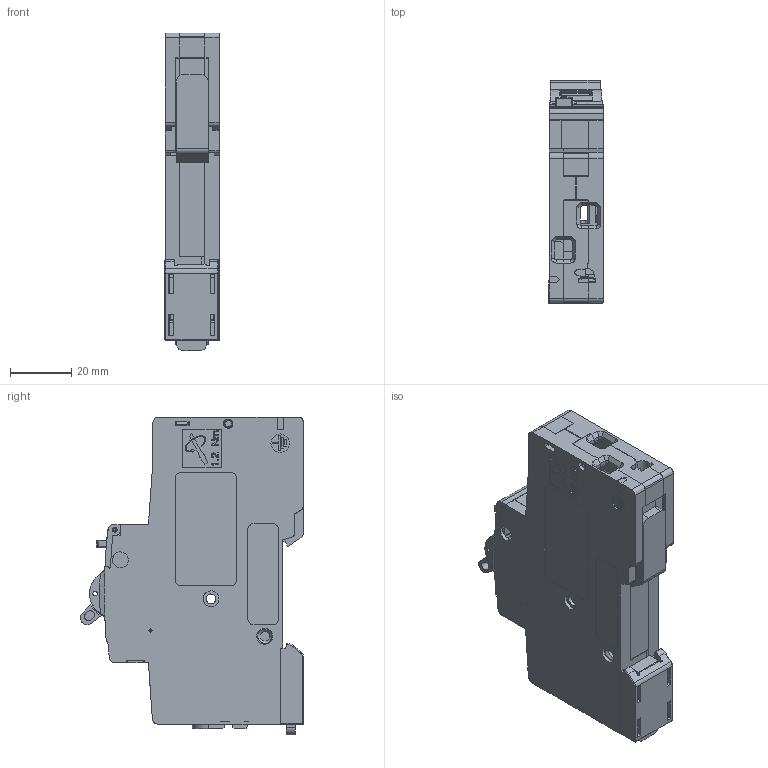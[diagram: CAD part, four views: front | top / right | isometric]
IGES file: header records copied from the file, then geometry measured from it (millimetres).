
Start section: START RECORD GO HERE.
Global section: file name: 04161165-----_000_A1_DSE (3D PRODUCT SKIN).igs; native system: DASSAULT SYSTEMES CATIA V5 R20 - www.3ds.com; preprocessor: CATIA Version 5 Release 20 SP 6 ; author: ITCLBOT; organization: EUROPE; date: 20160930.083246; units: millimetre
Bounding box: 17.65 x 72.67 x 103.5 mm (x, y, z)
Surface area: 43248.9 mm2 (no closed solid volume)
Topology: 0 solids, 0 shells, 2364 faces, 13550 edges, 13506 vertices
Faces by surface type: plane 1583, revolution 765, extrusion 10, bspline 6
